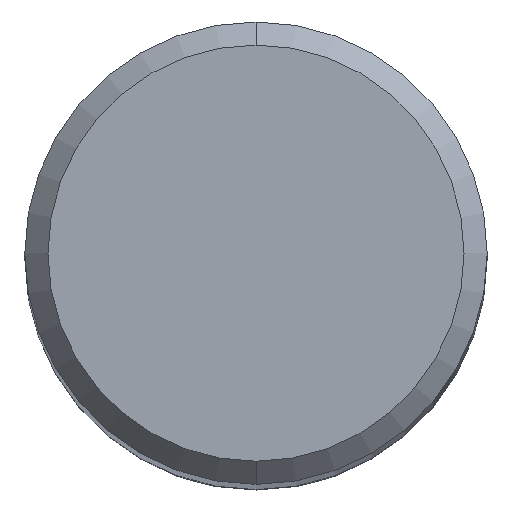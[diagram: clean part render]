
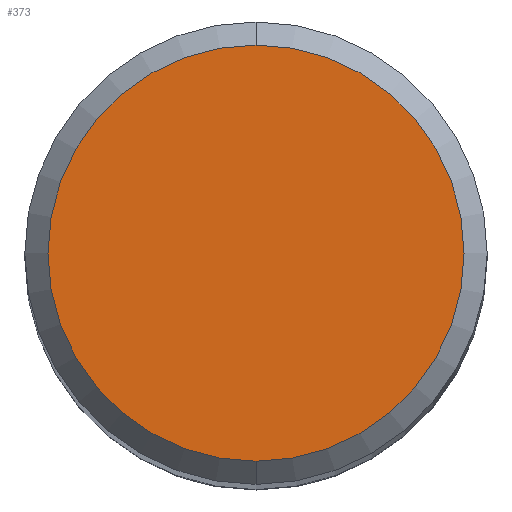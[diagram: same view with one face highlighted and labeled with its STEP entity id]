
A CAD part, top view. The second image highlights one B-rep face of the part: STEP entity #373.
In plain terms, the highlighted planar face has unit normal (0, 0, 1).
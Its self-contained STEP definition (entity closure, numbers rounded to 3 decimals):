
#153=VERTEX_POINT('',#408);
#207=EDGE_CURVE('',#269,#153,#469,.T.);
#269=VERTEX_POINT('',#536);
#315=EDGE_CURVE('',#153,#269,#587,.T.);
#373=ADVANCED_FACE('',(#650),#651,.T.);
#408=CARTESIAN_POINT('',(0.,-5.4,0.0));
#469=CIRCLE('',#762,5.4);
#536=CARTESIAN_POINT('',(0.0,5.4,0.0));
#587=CIRCLE('',#1084,5.4);
#650=FACE_OUTER_BOUND('',#1268,.T.);
#651=PLANE('',#1269);
#762=AXIS2_PLACEMENT_3D('',#1377,#1378,#1379);
#1084=AXIS2_PLACEMENT_3D('',#1509,#1510,#1511);
#1268=EDGE_LOOP('',(#1568,#1569));
#1269=AXIS2_PLACEMENT_3D('',#1570,#1571,#1572);
#1377=CARTESIAN_POINT('',(0.0,0.0,0.0));
#1378=DIRECTION('',(0.0,0.0,-1.0));
#1379=DIRECTION('',(0.0,1.0,0.0));
#1509=CARTESIAN_POINT('',(0.0,0.0,0.0));
#1510=DIRECTION('',(0.0,0.0,-1.0));
#1511=DIRECTION('',(0.0,1.0,0.0));
#1568=ORIENTED_EDGE('',*,*,#207,.F.);
#1569=ORIENTED_EDGE('',*,*,#315,.F.);
#1570=CARTESIAN_POINT('',(0.0,2.7,0.0));
#1571=DIRECTION('',(-0.0,0.0,1.0));
#1572=DIRECTION('',(0.0,-1.0,0.0));
